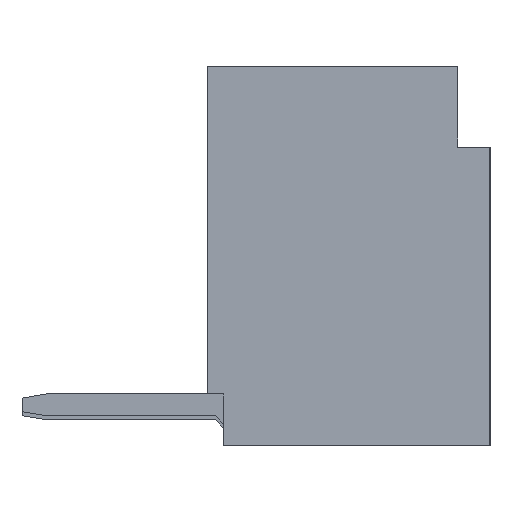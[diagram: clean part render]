
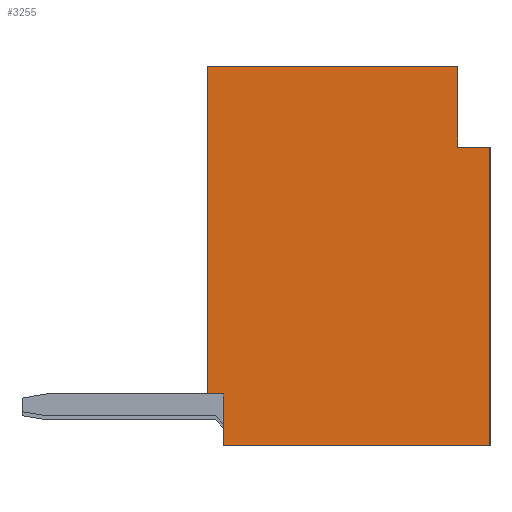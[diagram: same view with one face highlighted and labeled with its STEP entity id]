
A CAD part, left-side view. The second image highlights one B-rep face of the part: STEP entity #3255.
In plain terms, the highlighted planar face has unit normal (-1, 0, 0).
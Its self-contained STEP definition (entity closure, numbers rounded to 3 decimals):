
#430=ORIENTED_EDGE('',*,*,#1323,.F.);
#431=ORIENTED_EDGE('',*,*,#1324,.T.);
#432=ORIENTED_EDGE('',*,*,#1315,.T.);
#433=ORIENTED_EDGE('',*,*,#1087,.T.);
#434=ORIENTED_EDGE('',*,*,#1325,.F.);
#435=ORIENTED_EDGE('',*,*,#1326,.T.);
#436=ORIENTED_EDGE('',*,*,#1327,.T.);
#437=ORIENTED_EDGE('',*,*,#1299,.T.);
#1087=EDGE_CURVE('',#1559,#1558,#1864,.T.);
#1299=EDGE_CURVE('',#1732,#1731,#2076,.T.);
#1315=EDGE_CURVE('',#1740,#1559,#2092,.T.);
#1323=EDGE_CURVE('',#1745,#1731,#2100,.T.);
#1324=EDGE_CURVE('',#1745,#1740,#2101,.T.);
#1325=EDGE_CURVE('',#1746,#1558,#2102,.T.);
#1326=EDGE_CURVE('',#1746,#1747,#2103,.T.);
#1327=EDGE_CURVE('',#1747,#1732,#2104,.T.);
#1558=VERTEX_POINT('',#4481);
#1559=VERTEX_POINT('',#4483);
#1731=VERTEX_POINT('',#4905);
#1732=VERTEX_POINT('',#4907);
#1740=VERTEX_POINT('',#4937);
#1745=VERTEX_POINT('',#4952);
#1746=VERTEX_POINT('',#4955);
#1747=VERTEX_POINT('',#4957);
#1864=LINE('',#4482,#2307);
#2076=LINE('',#4906,#2519);
#2092=LINE('',#4936,#2535);
#2100=LINE('',#4951,#2543);
#2101=LINE('',#4953,#2544);
#2102=LINE('',#4954,#2545);
#2103=LINE('',#4956,#2546);
#2104=LINE('',#4958,#2547);
#2307=VECTOR('',#3627,1000.);
#2519=VECTOR('',#3917,1000.);
#2535=VECTOR('',#3945,1000.);
#2543=VECTOR('',#3957,1000.);
#2544=VECTOR('',#3958,1000.);
#2545=VECTOR('',#3959,1000.);
#2546=VECTOR('',#3960,1000.);
#2547=VECTOR('',#3961,1000.);
#2780=EDGE_LOOP('',(#430,#431,#432,#433,#434,#435,#436,#437));
#2953=FACE_BOUND('',#2780,.T.);
#3112=PLANE('',#3441);
#3255=ADVANCED_FACE('',(#2953),#3112,.T.);
#3441=AXIS2_PLACEMENT_3D('',#4950,#3955,#3956);
#3627=DIRECTION('',(0.,0.,1.));
#3917=DIRECTION('',(0.,0.,-1.));
#3945=DIRECTION('',(0.,-1.,0.));
#3955=DIRECTION('',(-1.,0.,0.));
#3956=DIRECTION('',(0.,0.,1.));
#3957=DIRECTION('',(0.,1.,0.));
#3958=DIRECTION('',(0.,0.,-1.));
#3959=DIRECTION('',(0.,-1.,0.));
#3960=DIRECTION('',(0.,0.,1.));
#3961=DIRECTION('',(0.,1.,0.));
#4481=CARTESIAN_POINT('',(-7.125,-1.75,1.35));
#4482=CARTESIAN_POINT('',(-7.125,-1.75,-2.35));
#4483=CARTESIAN_POINT('',(-7.125,-1.75,-2.35));
#4905=CARTESIAN_POINT('',(-7.125,1.75,-1.71));
#4906=CARTESIAN_POINT('',(-7.125,1.75,2.35));
#4907=CARTESIAN_POINT('',(-7.125,1.75,2.35));
#4936=CARTESIAN_POINT('',(-7.125,1.75,-2.35));
#4937=CARTESIAN_POINT('',(-7.125,1.55,-2.35));
#4950=CARTESIAN_POINT('',(-7.125,0.,0.));
#4951=CARTESIAN_POINT('',(-7.125,1.55,-1.71));
#4952=CARTESIAN_POINT('',(-7.125,1.55,-1.71));
#4953=CARTESIAN_POINT('',(-7.125,1.55,-1.81));
#4954=CARTESIAN_POINT('',(-7.125,-1.35,1.35));
#4955=CARTESIAN_POINT('',(-7.125,-1.35,1.35));
#4956=CARTESIAN_POINT('',(-7.125,-1.35,1.35));
#4957=CARTESIAN_POINT('',(-7.125,-1.35,2.35));
#4958=CARTESIAN_POINT('',(-7.125,-1.75,2.35));
